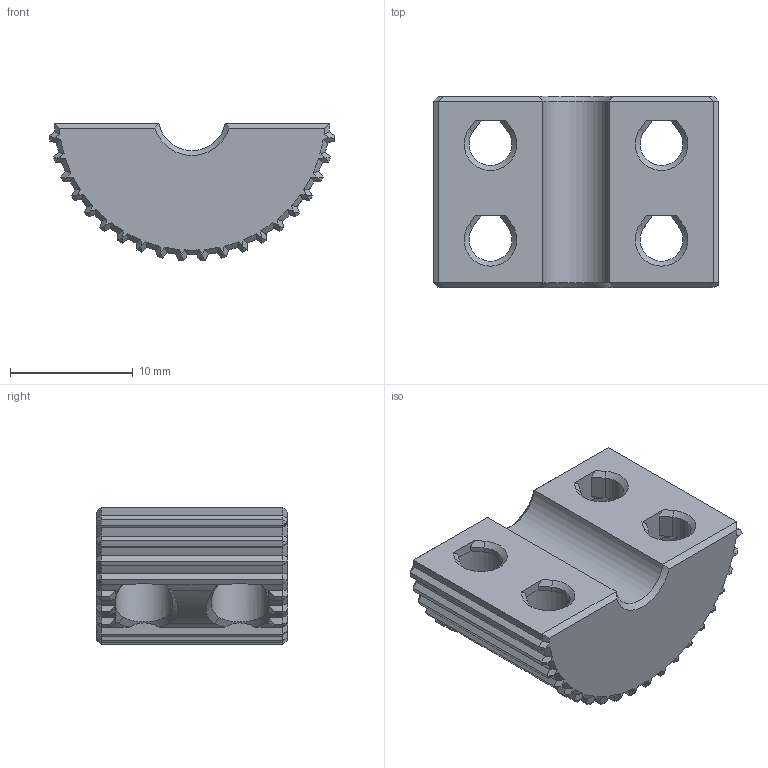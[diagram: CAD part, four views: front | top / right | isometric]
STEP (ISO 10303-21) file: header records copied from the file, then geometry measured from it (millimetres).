
FILE_DESCRIPTION(/* description */ (''),/* implementation_level */ '2;1');
FILE_NAME(/* name */ 'Split Coupler.step',/* time_stamp */ '2024-08-03T14:21:21-05:00',/* author */ (''),/* organization */ (''),/* preprocessor_version */ 'ST-DEVELOPER v20',/* originating_system */ 'Autodesk Translation Framework v13.14.0.145',/* authorisation */ '');
FILE_SCHEMA (('AUTOMOTIVE_DESIGN { 1 0 10303 214 3 1 1 }'));
Length unit declared in the file: millimetre
Products named in the file (1): Split Coupler
Bounding box: 23.3 x 15.6 x 11.23 mm (x, y, z)
Volume: 2187.4 mm3; surface area: 1744.8 mm2
Topology: 1 solids, 1 shells, 401 faces, 1008 edges, 609 vertices
Faces by surface type: plane 188, cone 102, cylinder 79, bspline 32
Full cylindrical faces by diameter (mm): 4.7 x2
Entity records: 13232 total; most frequent: CARTESIAN_POINT 4293, ORIENTED_EDGE 2016, DIRECTION 1654, EDGE_CURVE 1008, VERTEX_POINT 609, AXIS2_PLACEMENT_3D 590, LINE 474, VECTOR 474
